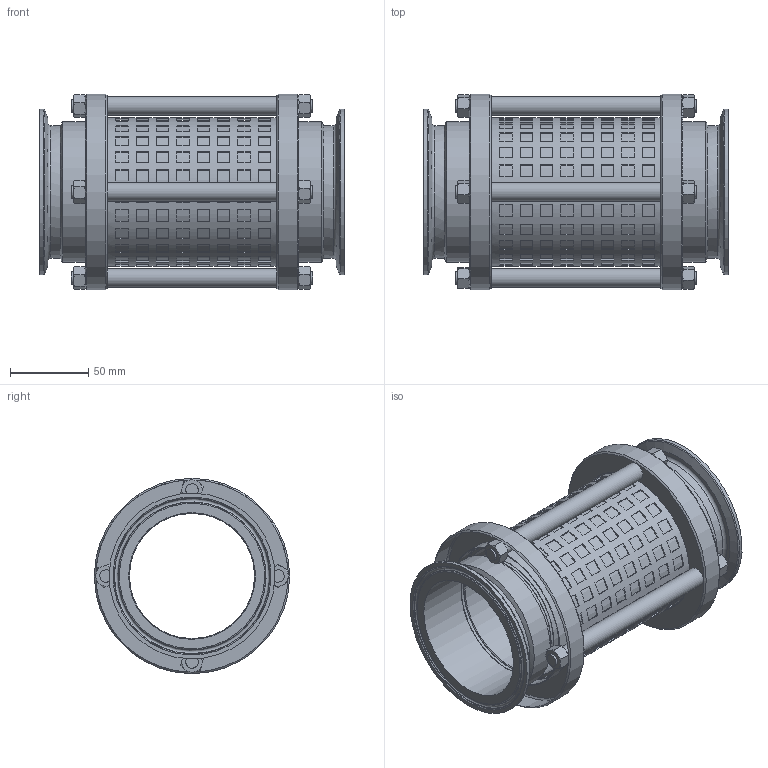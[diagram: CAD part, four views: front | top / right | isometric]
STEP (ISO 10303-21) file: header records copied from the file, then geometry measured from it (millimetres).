
FILE_DESCRIPTION(/* description */ (''),/* implementation_level */ '2;1');
FILE_NAME(/* name */ '51070080000.stp',/* time_stamp */ '2016-03-15T14:48:09+01:00',/* author */ ('Struska'),/* organization */ ('BUPOSPOL'),/* preprocessor_version */ 'ST-DEVELOPER v15.6',/* originating_system */ 'Autodesk Inventor 2015',/* authorisation */ '');
FILE_SCHEMA (('CONFIG_CONTROL_DESIGN'));
Length unit declared in the file: millimetre
Products named in the file (1): 51070080000
Bounding box: 194.5 x 125 x 125 mm (x, y, z)
Volume: 490392.4 mm3; surface area: 227514.2 mm2
Topology: 1 solids, 9 shells, 1022 faces, 2867 edges, 1874 vertices
Faces by surface type: plane 837, cone 126, cylinder 49, torus 10
Full cylindrical faces by diameter (mm): 8 x16, 8.4 x8, 12 x4, 80 x1, 81 x2, 81.5 x2, 85 x2, 89 x1, 90 x3, 93.4 x1, 95 x1, 96 x2, 97 x2, 106 x2, 125 x2
Entity records: 33574 total; most frequent: CARTESIAN_POINT 5911, DIRECTION 5534, ORIENTED_EDGE 5392, EDGE_CURVE 2696, AXIS2_PLACEMENT_3D 2007, VERTEX_POINT 1808, EDGE_LOOP 1532, LINE 1520
